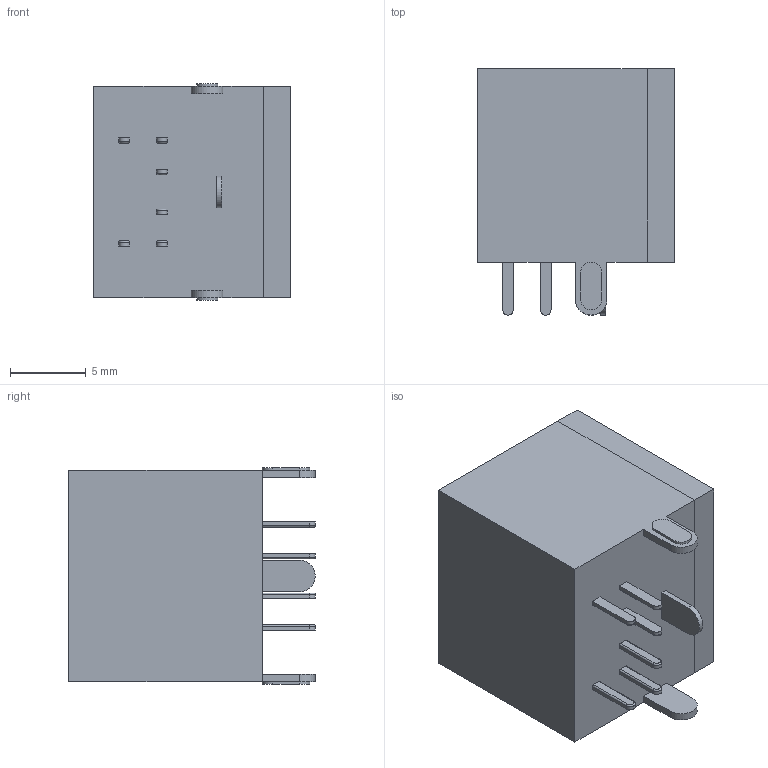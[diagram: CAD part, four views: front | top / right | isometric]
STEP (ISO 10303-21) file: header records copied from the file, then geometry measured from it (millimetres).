
FILE_DESCRIPTION(/* description */ (''),/* implementation_level */ '2;1');
FILE_NAME(/* name */ 'Lumberg_TM_0508_A_06 v1.stp',/* time_stamp */ '2017-01-17T11:05:50+00:00',/* author */ (''),/* organization */ (''),/* preprocessor_version */ 'ST-DEVELOPER v16.5',/* originating_system */ 'Autodesk Translation Framework v5.2.0.2920',/* authorisation */ '');
FILE_SCHEMA (('AUTOMOTIVE_DESIGN { 1 0 10303 214 3 1 1 }'));
Length unit declared in the file: millimetre
Products named in the file (1): Lumberg_TM_0508_A_06 v1
Bounding box: 13 x 16.3 x 14.34 mm (x, y, z)
Volume: 2185.1 mm3; surface area: 1824.9 mm2
Topology: 1 solids, 1 shells, 152 faces, 365 edges, 234 vertices
Faces by surface type: plane 115, cylinder 31, torus 6
Full cylindrical faces by diameter (mm): 10 x1
Entity records: 4471 total; most frequent: CARTESIAN_POINT 751, DIRECTION 738, ORIENTED_EDGE 728, EDGE_CURVE 364, LINE 296, VECTOR 296, VERTEX_POINT 234, AXIS2_PLACEMENT_3D 221
